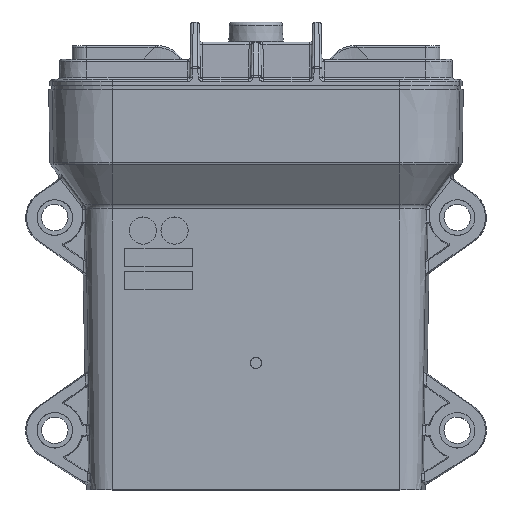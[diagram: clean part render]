
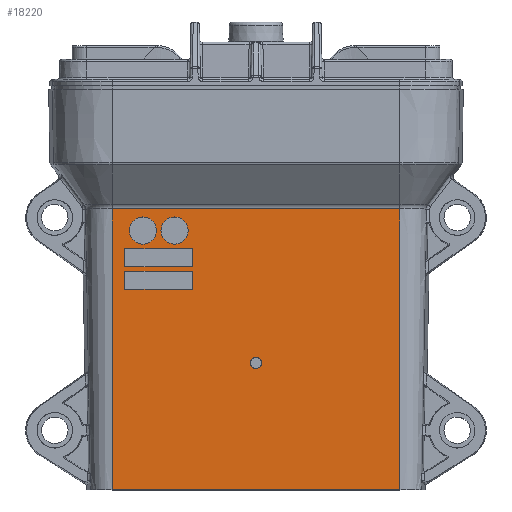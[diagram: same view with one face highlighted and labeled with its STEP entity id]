
A CAD part, top view. The second image highlights one B-rep face of the part: STEP entity #18220.
In plain terms, the highlighted planar face has unit normal (0, -0.018, 1).
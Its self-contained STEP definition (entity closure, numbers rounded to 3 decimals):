
#1019 = CARTESIAN_POINT ( 'NONE',  ( -31.766, 0., 22.238 ) ) ;
#1581 = CARTESIAN_POINT ( 'NONE',  ( -31.766, -0.635, 22.227 ) ) ;
#1923 = CARTESIAN_POINT ( 'NONE',  ( -29., 47.605, 23.069 ) ) ;
#2524 = LINE ( 'NONE', #36513, #47578 ) ;
#2746 = DIRECTION ( 'NONE',  ( 0., -0.017, 1. ) ) ;
#3191 = ORIENTED_EDGE ( 'NONE', *, *, #37461, .F. ) ;
#3423 = LINE ( 'NONE', #10573, #65034 ) ;
#3491 = EDGE_CURVE ( 'NONE', #59104, #11325, #63264, .T. ) ;
#4626 = DIRECTION ( 'NONE',  ( -1., 0., 0. ) ) ;
#4874 = DIRECTION ( 'NONE',  ( 0., 1., 0.017 ) ) ;
#5154 = CARTESIAN_POINT ( 'NONE',  ( 2.5, 26.115, 22.694 ) ) ;
#5220 = CARTESIAN_POINT ( 'NONE',  ( 31.766, -0.635, 22.227 ) ) ;
#6214 = EDGE_CURVE ( 'NONE', #85454, #85454, #28811, .T. ) ;
#8222 = AXIS2_PLACEMENT_3D ( 'NONE', #85011, #78318, #17182 ) ;
#8483 = VERTEX_POINT ( 'NONE', #35568 ) ;
#8580 = EDGE_CURVE ( 'NONE', #27842, #34455, #52020, .T. ) ;
#9863 = CARTESIAN_POINT ( 'NONE',  ( -29., 48.604, 23.086 ) ) ;
#10179 = ORIENTED_EDGE ( 'NONE', *, *, #6214, .F. ) ;
#10186 = ORIENTED_EDGE ( 'NONE', *, *, #71015, .F. ) ;
#10233 = CARTESIAN_POINT ( 'NONE',  ( 0., 28.615, 22.737 ) ) ;
#10526 = EDGE_CURVE ( 'NONE', #8483, #57431, #2524, .T. ) ;
#10573 = CARTESIAN_POINT ( 'NONE',  ( -31.766, 0., 22.238 ) ) ;
#10664 = AXIS2_PLACEMENT_3D ( 'NONE', #83965, #2746, #63976 ) ;
#10828 = EDGE_LOOP ( 'NONE', ( #40806, #83332, #81815, #23650 ) ) ;
#11325 = VERTEX_POINT ( 'NONE', #62117 ) ;
#11527 = EDGE_LOOP ( 'NONE', ( #27771 ) ) ;
#12313 = CARTESIAN_POINT ( 'NONE',  ( -2.5, 26.115, 22.694 ) ) ;
#12482 = CARTESIAN_POINT ( 'NONE',  ( 31.766, 61.377, 23.309 ) ) ;
#13137 = FACE_BOUND ( 'NONE', #33928, .T. ) ;
#13402 = VERTEX_POINT ( 'NONE', #1581 ) ;
#13571 = FACE_BOUND ( 'NONE', #11527, .T. ) ;
#14180 = ORIENTED_EDGE ( 'NONE', *, *, #53525, .F. ) ;
#15638 = EDGE_CURVE ( 'NONE', #57431, #37721, #77125, .T. ) ;
#15894 = EDGE_CURVE ( 'NONE', #58566, #13402, #60179, .T. ) ;
#17182 = DIRECTION ( 'NONE',  ( 0., -1., -0.017 ) ) ;
#17496 = EDGE_LOOP ( 'NONE', ( #75641 ) ) ;
#17585 = CARTESIAN_POINT ( 'NONE',  ( -14., 43.605, 22.999 ) ) ;
#18220 = ADVANCED_FACE ( 'NONE', ( #53813, #13571, #80932, #13137, #19868, #45784 ), #32886, .T. ) ;
#18350 = CARTESIAN_POINT ( 'NONE',  ( -29., 52.604, 23.156 ) ) ;
#19182 = CARTESIAN_POINT ( 'NONE',  ( 31.766, 0., 22.238 ) ) ;
#19642 = CIRCLE ( 'NONE', #8222, 3. ) ;
#19699 = ORIENTED_EDGE ( 'NONE', *, *, #75318, .F. ) ;
#19868 = FACE_OUTER_BOUND ( 'NONE', #10828, .T. ) ;
#19935 = CARTESIAN_POINT ( 'NONE',  ( -2.5, 28.615, 22.737 ) ) ;
#20650 = LINE ( 'NONE', #9863, #30992 ) ;
#22419 = DIRECTION ( 'NONE',  ( 1., 0., 0. ) ) ;
#22785 = VECTOR ( 'NONE', #33451, 1000. ) ;
#22905 = ORIENTED_EDGE ( 'NONE', *, *, #57020, .F. ) ;
#23650 = ORIENTED_EDGE ( 'NONE', *, *, #15894, .F. ) ;
#24690 = CARTESIAN_POINT ( 'NONE',  ( -29., 52.604, 23.156 ) ) ;
#25471 = CARTESIAN_POINT ( 'NONE',  ( -29., 43.605, 22.999 ) ) ;
#27771 = ORIENTED_EDGE ( 'NONE', *, *, #70719, .F. ) ;
#27842 = VERTEX_POINT ( 'NONE', #12482 ) ;
#28533 = CARTESIAN_POINT ( 'NONE',  ( -14., 48.604, 23.086 ) ) ;
#28811 =( BOUNDED_CURVE ( )  B_SPLINE_CURVE ( 3, ( #74354, #5154, #87713, #10233, #19935, #12313, #33395 ),
 .UNSPECIFIED., .T., .F. ) 
 B_SPLINE_CURVE_WITH_KNOTS ( ( 4, 3, 4 ),
 ( 0., 3.142, 6.283 ),
 .UNSPECIFIED. ) 
 CURVE ( )  GEOMETRIC_REPRESENTATION_ITEM ( )  RATIONAL_B_SPLINE_CURVE ( ( 1., 0.333, 0.333, 1., 0.333, 0.333, 1. ) ) 
 REPRESENTATION_ITEM ( '' )  );
#29861 = DIRECTION ( 'NONE',  ( -1., 0., 0. ) ) ;
#30664 = DIRECTION ( 'NONE',  ( 0., 1., 0.017 ) ) ;
#30992 = VECTOR ( 'NONE', #22419, 1000. ) ;
#31124 = CARTESIAN_POINT ( 'NONE',  ( 0., 26.115, 22.694 ) ) ;
#31347 = LINE ( 'NONE', #51850, #65309 ) ;
#32771 = LINE ( 'NONE', #24690, #60303 ) ;
#32886 = PLANE ( 'NONE',  #81805 ) ;
#33395 = CARTESIAN_POINT ( 'NONE',  ( 0., 26.115, 22.694 ) ) ;
#33451 = DIRECTION ( 'NONE',  ( -1., 0., 0. ) ) ;
#33928 = EDGE_LOOP ( 'NONE', ( #22905, #14180, #19699, #80827 ) ) ;
#34455 = VERTEX_POINT ( 'NONE', #44909 ) ;
#35051 = DIRECTION ( 'NONE',  ( 0., -1., -0.017 ) ) ;
#35540 = EDGE_CURVE ( 'NONE', #58758, #58758, #56363, .T. ) ;
#35568 = CARTESIAN_POINT ( 'NONE',  ( -14., 47.605, 23.069 ) ) ;
#36192 = VECTOR ( 'NONE', #4626, 1000. ) ;
#36513 = CARTESIAN_POINT ( 'NONE',  ( -29., 47.605, 23.069 ) ) ;
#37143 = CARTESIAN_POINT ( 'NONE',  ( -29., 48.604, 23.086 ) ) ;
#37461 = EDGE_CURVE ( 'NONE', #37721, #46894, #86526, .T. ) ;
#37721 = VERTEX_POINT ( 'NONE', #64115 ) ;
#38550 = ORIENTED_EDGE ( 'NONE', *, *, #15638, .F. ) ;
#39156 = DIRECTION ( 'NONE',  ( 0., -1., -0.017 ) ) ;
#39748 = LINE ( 'NONE', #19182, #75509 ) ;
#40806 = ORIENTED_EDGE ( 'NONE', *, *, #80146, .F. ) ;
#41357 = VECTOR ( 'NONE', #30664, 1000. ) ;
#44700 = DIRECTION ( 'NONE',  ( 1., 0., 0. ) ) ;
#44909 = CARTESIAN_POINT ( 'NONE',  ( -31.766, 61.377, 23.309 ) ) ;
#45440 = VERTEX_POINT ( 'NONE', #84614 ) ;
#45610 = DIRECTION ( 'NONE',  ( 0., -1., -0.017 ) ) ;
#45784 = FACE_BOUND ( 'NONE', #62869, .T. ) ;
#46107 = VERTEX_POINT ( 'NONE', #67439 ) ;
#46894 = VERTEX_POINT ( 'NONE', #17585 ) ;
#47578 = VECTOR ( 'NONE', #29861, 1000. ) ;
#50135 = CARTESIAN_POINT ( 'NONE',  ( 31.766, -0.635, 22.227 ) ) ;
#51850 = CARTESIAN_POINT ( 'NONE',  ( -14., 47.605, 23.069 ) ) ;
#52020 = LINE ( 'NONE', #79155, #36192 ) ;
#53525 = EDGE_CURVE ( 'NONE', #45440, #74058, #73224, .T. ) ;
#53589 = DIRECTION ( 'NONE',  ( 0., -1., -0.017 ) ) ;
#53813 = FACE_BOUND ( 'NONE', #54356, .T. ) ;
#54078 = ORIENTED_EDGE ( 'NONE', *, *, #10526, .F. ) ;
#54356 = EDGE_LOOP ( 'NONE', ( #3191, #38550, #54078, #10186 ) ) ;
#56363 = CIRCLE ( 'NONE', #10664, 3. ) ;
#56576 = CARTESIAN_POINT ( 'NONE',  ( -14., 52.604, 23.156 ) ) ;
#57020 = EDGE_CURVE ( 'NONE', #74058, #59104, #20650, .T. ) ;
#57137 = DIRECTION ( 'NONE',  ( 0., -1., -0.017 ) ) ;
#57431 = VERTEX_POINT ( 'NONE', #1923 ) ;
#58566 = VERTEX_POINT ( 'NONE', #50135 ) ;
#58758 = VERTEX_POINT ( 'NONE', #65844 ) ;
#59104 = VERTEX_POINT ( 'NONE', #28533 ) ;
#60179 = LINE ( 'NONE', #5220, #22785 ) ;
#60303 = VECTOR ( 'NONE', #80364, 1000. ) ;
#61604 = EDGE_CURVE ( 'NONE', #34455, #13402, #3423, .T. ) ;
#62057 = CARTESIAN_POINT ( 'NONE',  ( -29., 47.605, 23.069 ) ) ;
#62117 = CARTESIAN_POINT ( 'NONE',  ( -14., 52.604, 23.156 ) ) ;
#62690 = DIRECTION ( 'NONE',  ( 0., -0.017, 1. ) ) ;
#62869 = EDGE_LOOP ( 'NONE', ( #10179 ) ) ;
#63264 = LINE ( 'NONE', #56576, #41357 ) ;
#63976 = DIRECTION ( 'NONE',  ( 0., -1., -0.017 ) ) ;
#64115 = CARTESIAN_POINT ( 'NONE',  ( -29., 43.605, 22.999 ) ) ;
#64544 = VECTOR ( 'NONE', #45610, 1000. ) ;
#65034 = VECTOR ( 'NONE', #39156, 1000. ) ;
#65309 = VECTOR ( 'NONE', #4874, 1000. ) ;
#65844 = CARTESIAN_POINT ( 'NONE',  ( -18., 53.604, 23.173 ) ) ;
#67439 = CARTESIAN_POINT ( 'NONE',  ( -25., 53.604, 23.173 ) ) ;
#70719 = EDGE_CURVE ( 'NONE', #46107, #46107, #19642, .T. ) ;
#71015 = EDGE_CURVE ( 'NONE', #46894, #8483, #31347, .T. ) ;
#73224 = LINE ( 'NONE', #18350, #64544 ) ;
#74058 = VERTEX_POINT ( 'NONE', #37143 ) ;
#74354 = CARTESIAN_POINT ( 'NONE',  ( 0., 26.115, 22.694 ) ) ;
#75318 = EDGE_CURVE ( 'NONE', #11325, #45440, #32771, .T. ) ;
#75403 = VECTOR ( 'NONE', #57137, 1000. ) ;
#75509 = VECTOR ( 'NONE', #53589, 1000. ) ;
#75641 = ORIENTED_EDGE ( 'NONE', *, *, #35540, .F. ) ;
#77125 = LINE ( 'NONE', #62057, #75403 ) ;
#78318 = DIRECTION ( 'NONE',  ( 0., -0.017, 1. ) ) ;
#79155 = CARTESIAN_POINT ( 'NONE',  ( -31.766, 61.377, 23.309 ) ) ;
#80146 = EDGE_CURVE ( 'NONE', #27842, #58566, #39748, .T. ) ;
#80364 = DIRECTION ( 'NONE',  ( -1., 0., 0. ) ) ;
#80827 = ORIENTED_EDGE ( 'NONE', *, *, #3491, .F. ) ;
#80932 = FACE_BOUND ( 'NONE', #17496, .T. ) ;
#81805 = AXIS2_PLACEMENT_3D ( 'NONE', #1019, #62690, #35051 ) ;
#81815 = ORIENTED_EDGE ( 'NONE', *, *, #61604, .T. ) ;
#82208 = VECTOR ( 'NONE', #44700, 1000. ) ;
#83332 = ORIENTED_EDGE ( 'NONE', *, *, #8580, .T. ) ;
#83965 = CARTESIAN_POINT ( 'NONE',  ( -18., 56.603, 23.226 ) ) ;
#84614 = CARTESIAN_POINT ( 'NONE',  ( -29., 52.604, 23.156 ) ) ;
#85011 = CARTESIAN_POINT ( 'NONE',  ( -25., 56.603, 23.226 ) ) ;
#85454 = VERTEX_POINT ( 'NONE', #31124 ) ;
#86526 = LINE ( 'NONE', #25471, #82208 ) ;
#87713 = CARTESIAN_POINT ( 'NONE',  ( 2.5, 28.615, 22.737 ) ) ;
